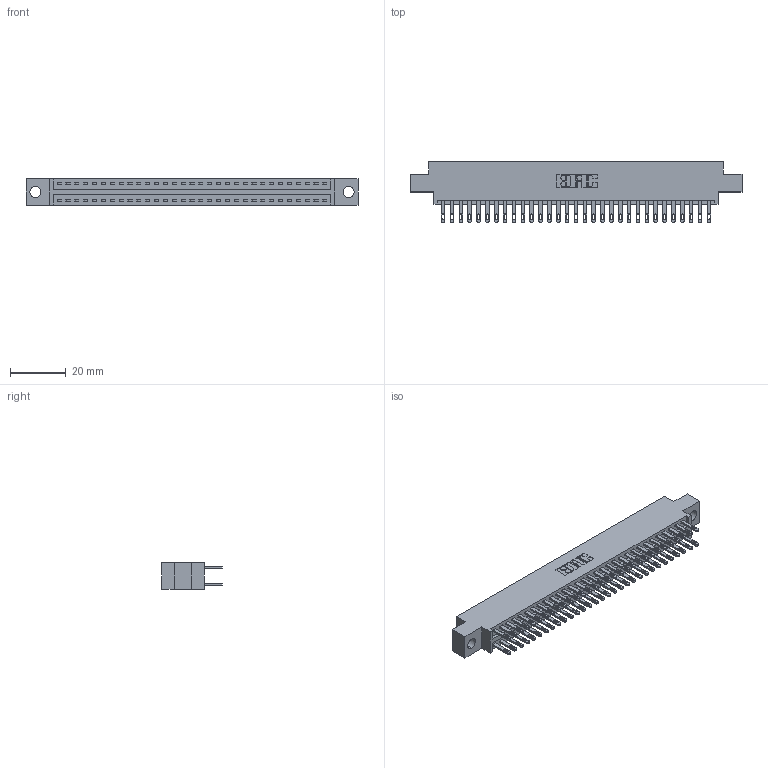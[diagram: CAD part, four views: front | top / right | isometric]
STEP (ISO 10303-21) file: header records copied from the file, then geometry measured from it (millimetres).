
FILE_DESCRIPTION (( 'STEP AP203' ), '1' );
FILE_NAME ('896-062-500-804.STEP', '2021-07-28T00:36:43', ( '' ), ( '' ), 'SwSTEP 2.0', 'SolidWorks 2020', '' );
FILE_SCHEMA (( 'CONFIG_CONTROL_DESIGN' ));
Length unit declared in the file: inch
Products named in the file (3): 345-292-001_345-293-100; 846 Part_0.170 Offset - 0.156 Dia-TH; 896-062-500-804
Assembly tree (63 placements, depth 2):
  896-062-500-804
    846 Part_0.170 Offset - 0.156 Dia-TH
    345-292-001_345-293-100  x62
Bounding box: 119 x 21.84 x 9.4 mm (x, y, z)
Volume: 11465.4 mm3; surface area: 16229 mm2
Topology: 63 solids, 63 shells, 3102 faces, 9455 edges, 6302 vertices
Faces by surface type: plane 1878, cylinder 1224
Entity records: 21777 total; most frequent: CARTESIAN_POINT 3604, ORIENTED_EDGE 3538, DIRECTION 3229, EDGE_CURVE 1769, VECTOR 1509, LINE 1509, VERTEX_POINT 1178, AXIS2_PLACEMENT_3D 860
